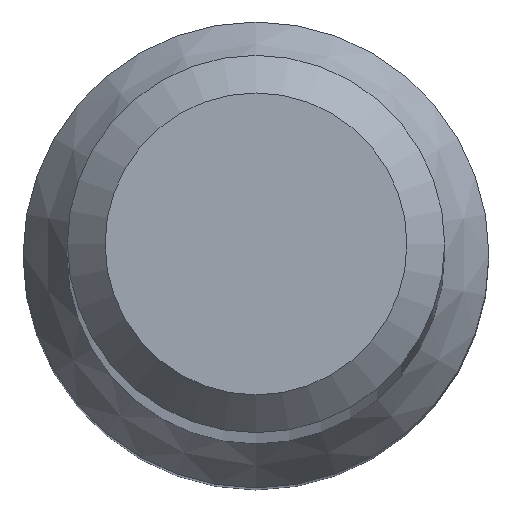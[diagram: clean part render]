
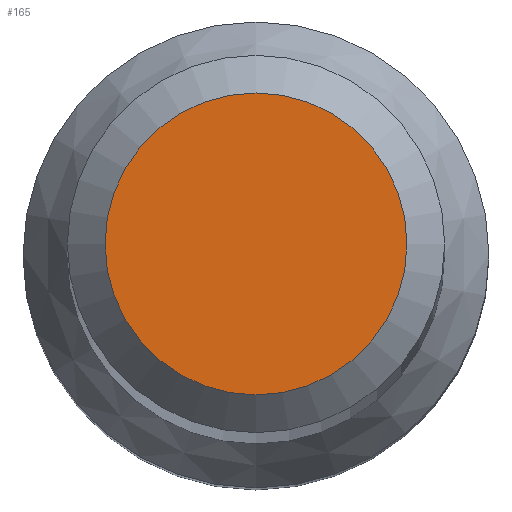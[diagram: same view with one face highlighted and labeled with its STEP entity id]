
A CAD part, top view. The second image highlights one B-rep face of the part: STEP entity #165.
In plain terms, the highlighted planar face has unit normal (0, 0, 1).
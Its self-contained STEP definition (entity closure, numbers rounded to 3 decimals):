
#8 = CARTESIAN_POINT ( 'NONE',  ( 0., 0., 80. ) ) ;
#16 = CIRCLE ( 'NONE', #113, 1.6 ) ;
#44 = ORIENTED_EDGE ( 'NONE', *, *, #69, .F. ) ;
#69 = EDGE_CURVE ( 'NONE', #222, #222, #16, .T. ) ;
#79 = EDGE_LOOP ( 'NONE', ( #44 ) ) ;
#80 = DIRECTION ( 'NONE',  ( 0., 0., -1. ) ) ;
#84 = FACE_OUTER_BOUND ( 'NONE', #79, .T. ) ;
#107 = AXIS2_PLACEMENT_3D ( 'NONE', #191, #171, #127 ) ;
#113 = AXIS2_PLACEMENT_3D ( 'NONE', #8, #80, #197 ) ;
#127 = DIRECTION ( 'NONE',  ( 0., -1., 0. ) ) ;
#143 = CARTESIAN_POINT ( 'NONE',  ( 0., 1.6, 80. ) ) ;
#165 = ADVANCED_FACE ( 'NONE', ( #84 ), #186, .T. ) ;
#171 = DIRECTION ( 'NONE',  ( 0., 0., 1. ) ) ;
#186 = PLANE ( 'NONE',  #107 ) ;
#191 = CARTESIAN_POINT ( 'NONE',  ( 0., 0., 80. ) ) ;
#197 = DIRECTION ( 'NONE',  ( 0., 1., 0. ) ) ;
#222 = VERTEX_POINT ( 'NONE', #143 ) ;
